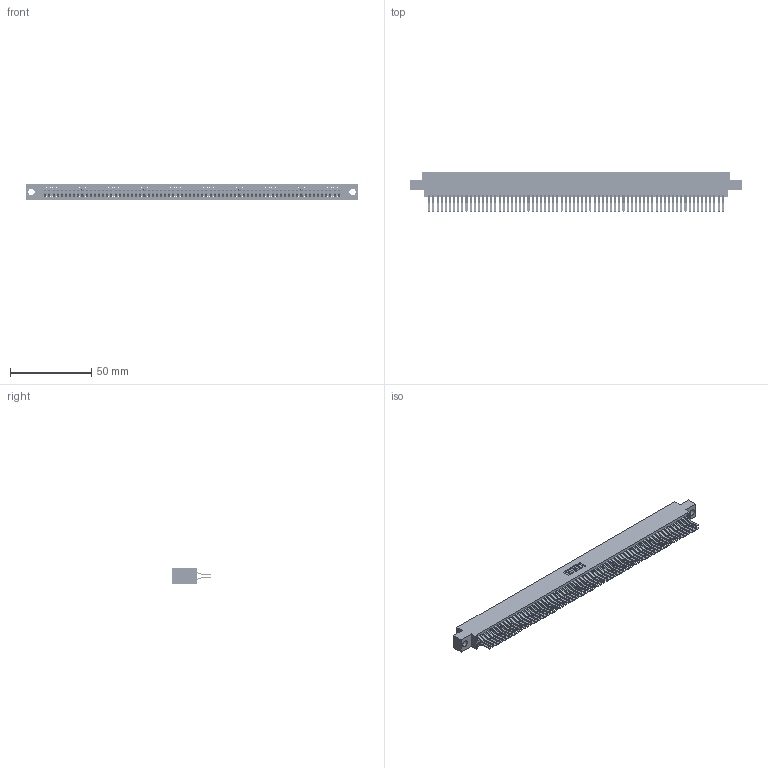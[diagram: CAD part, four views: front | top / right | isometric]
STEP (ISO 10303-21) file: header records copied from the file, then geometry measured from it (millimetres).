
FILE_DESCRIPTION (( 'STEP AP203' ), '1' );
FILE_NAME ('345-144-560-804.STEP', '2018-10-22T19:52:44', ( '' ), ( '' ), 'SwSTEP 2.0', 'SolidWorks 2016', '' );
FILE_SCHEMA (( 'CONFIG_CONTROL_DESIGN' ));
Length unit declared in the file: inch
Products named in the file (3): 345-144-560-804; 345-292-001_560 Tail; 345 Part_0.170 Offset - 0.156 Dia-TH
Assembly tree (145 placements, depth 2):
  345-144-560-804
    345 Part_0.170 Offset - 0.156 Dia-TH
    345-292-001_560 Tail  x144
Bounding box: 204.09 x 24.45 x 9.4 mm (x, y, z)
Volume: 20846.5 mm3; surface area: 33781.8 mm2
Topology: 145 solids, 145 shells, 7618 faces, 22673 edges, 14922 vertices
Faces by surface type: plane 4836, cylinder 2782
Entity records: 52677 total; most frequent: CARTESIAN_POINT 8804, ORIENTED_EDGE 8738, DIRECTION 7729, EDGE_CURVE 4369, VECTOR 3945, LINE 3945, VERTEX_POINT 2910, AXIS2_PLACEMENT_3D 1892
